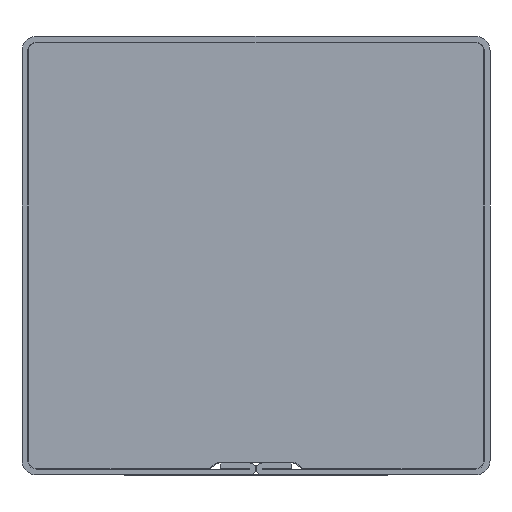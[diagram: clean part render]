
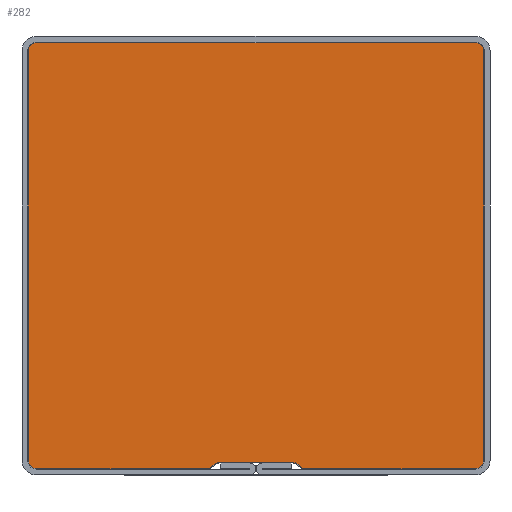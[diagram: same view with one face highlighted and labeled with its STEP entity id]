
A CAD part, front view. The second image highlights one B-rep face of the part: STEP entity #282.
In plain terms, the highlighted planar face has unit normal (0, -1, 0).
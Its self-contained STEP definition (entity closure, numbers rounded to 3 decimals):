
#282 = ADVANCED_FACE( '', ( #549 ), #550, .F. );
#549 = FACE_OUTER_BOUND( '', #829, .T. );
#550 = PLANE( '', #830 );
#829 = EDGE_LOOP( '', ( #1382, #1383, #1384, #1385, #1386, #1387, #1388, #1389, #1390, #1391, #1392, #1393, #1394, #1395, #1396, #1397 ) );
#830 = AXIS2_PLACEMENT_3D( '', #1398, #1399, #1400 );
#1382 = ORIENTED_EDGE( '', *, *, #2013, .F. );
#1383 = ORIENTED_EDGE( '', *, *, #2014, .F. );
#1384 = ORIENTED_EDGE( '', *, *, #2015, .F. );
#1385 = ORIENTED_EDGE( '', *, *, #1975, .F. );
#1386 = ORIENTED_EDGE( '', *, *, #1897, .F. );
#1387 = ORIENTED_EDGE( '', *, *, #2016, .F. );
#1388 = ORIENTED_EDGE( '', *, *, #1822, .F. );
#1389 = ORIENTED_EDGE( '', *, *, #2017, .F. );
#1390 = ORIENTED_EDGE( '', *, *, #1852, .F. );
#1391 = ORIENTED_EDGE( '', *, *, #1901, .F. );
#1392 = ORIENTED_EDGE( '', *, *, #1973, .F. );
#1393 = ORIENTED_EDGE( '', *, *, #2018, .F. );
#1394 = ORIENTED_EDGE( '', *, *, #1943, .F. );
#1395 = ORIENTED_EDGE( '', *, *, #2019, .F. );
#1396 = ORIENTED_EDGE( '', *, *, #2020, .F. );
#1397 = ORIENTED_EDGE( '', *, *, #2021, .F. );
#1398 = CARTESIAN_POINT( '', ( -7.5, -8., 7. ) );
#1399 = DIRECTION( '', ( 0., 1., 0. ) );
#1400 = DIRECTION( '', ( 0., 0., 1. ) );
#1822 = EDGE_CURVE( '', #2171, #2173, #2174, .T. );
#1852 = EDGE_CURVE( '', #2225, #2227, #2228, .T. );
#1897 = EDGE_CURVE( '', #2306, #2308, #2309, .T. );
#1901 = EDGE_CURVE( '', #2312, #2225, #2314, .T. );
#1943 = EDGE_CURVE( '', #2377, #2379, #2380, .T. );
#1973 = EDGE_CURVE( '', #2417, #2312, #2419, .T. );
#1975 = EDGE_CURVE( '', #2308, #2421, #2422, .T. );
#2013 = EDGE_CURVE( '', #2476, #2477, #2478, .T. );
#2014 = EDGE_CURVE( '', #2479, #2476, #2480, .T. );
#2015 = EDGE_CURVE( '', #2421, #2479, #2481, .T. );
#2016 = EDGE_CURVE( '', #2173, #2306, #2482, .T. );
#2017 = EDGE_CURVE( '', #2227, #2171, #2483, .T. );
#2018 = EDGE_CURVE( '', #2379, #2417, #2484, .T. );
#2019 = EDGE_CURVE( '', #2485, #2377, #2486, .T. );
#2020 = EDGE_CURVE( '', #2487, #2485, #2488, .T. );
#2021 = EDGE_CURVE( '', #2477, #2487, #2489, .T. );
#2171 = VERTEX_POINT( '', #2673 );
#2173 = VERTEX_POINT( '', #2676 );
#2174 = CIRCLE( '', #2677, 0.22 );
#2225 = VERTEX_POINT( '', #2741 );
#2227 = VERTEX_POINT( '', #2744 );
#2228 = CIRCLE( '', #2745, 0.22 );
#2306 = VERTEX_POINT( '', #2849 );
#2308 = VERTEX_POINT( '', #2852 );
#2309 = CIRCLE( '', #2853, 0.18 );
#2312 = VERTEX_POINT( '', #2857 );
#2314 = LINE( '', #2860, #2861 );
#2377 = VERTEX_POINT( '', #2949 );
#2379 = VERTEX_POINT( '', #2952 );
#2380 = CIRCLE( '', #2953, 0.28 );
#2417 = VERTEX_POINT( '', #3008 );
#2419 = CIRCLE( '', #3011, 0.18 );
#2421 = VERTEX_POINT( '', #3013 );
#2422 = LINE( '', #3014, #3015 );
#2476 = VERTEX_POINT( '', #3090 );
#2477 = VERTEX_POINT( '', #3091 );
#2478 = CIRCLE( '', #3092, 0.28 );
#2479 = VERTEX_POINT( '', #3093 );
#2480 = LINE( '', #3094, #3095 );
#2481 = CIRCLE( '', #3096, 0.28 );
#2482 = LINE( '', #3097, #3098 );
#2483 = LINE( '', #3099, #3100 );
#2484 = LINE( '', #3101, #3102 );
#2485 = VERTEX_POINT( '', #3103 );
#2486 = LINE( '', #3104, #3105 );
#2487 = VERTEX_POINT( '', #3106 );
#2488 = CIRCLE( '', #3107, 0.28 );
#2489 = LINE( '', #3108, #3109 );
#2673 = CARTESIAN_POINT( '', ( -1.258, -8., -7.07 ) );
#2676 = CARTESIAN_POINT( '', ( -1.397, -8., -7.119 ) );
#2677 = AXIS2_PLACEMENT_3D( '', #3306, #3307, #3308 );
#2741 = CARTESIAN_POINT( '', ( 1.4, -8., -7.12 ) );
#2744 = CARTESIAN_POINT( '', ( 1.26, -8., -7.07 ) );
#2745 = AXIS2_PLACEMENT_3D( '', #3356, #3357, #3358 );
#2849 = CARTESIAN_POINT( '', ( -1.545, -8., -7.24 ) );
#2852 = CARTESIAN_POINT( '', ( -1.658, -8., -7.28 ) );
#2853 = AXIS2_PLACEMENT_3D( '', #3422, #3423, #3424 );
#2857 = CARTESIAN_POINT( '', ( 1.544, -8., -7.239 ) );
#2860 = CARTESIAN_POINT( '', ( 1.544, -8., -7.239 ) );
#2861 = VECTOR( '', #3427, 1000. );
#2949 = CARTESIAN_POINT( '', ( 7.78, -8., -7. ) );
#2952 = CARTESIAN_POINT( '', ( 7.5, -8., -7.28 ) );
#2953 = AXIS2_PLACEMENT_3D( '', #3478, #3479, #3480 );
#3008 = CARTESIAN_POINT( '', ( 1.658, -8., -7.28 ) );
#3011 = AXIS2_PLACEMENT_3D( '', #3500, #3501, #3502 );
#3013 = CARTESIAN_POINT( '', ( -7.5, -8., -7.28 ) );
#3014 = CARTESIAN_POINT( '', ( -1.658, -8., -7.28 ) );
#3015 = VECTOR( '', #3503, 1000. );
#3090 = CARTESIAN_POINT( '', ( -7.78, -8., 7. ) );
#3091 = CARTESIAN_POINT( '', ( -7.5, -8., 7.28 ) );
#3092 = AXIS2_PLACEMENT_3D( '', #3537, #3538, #3539 );
#3093 = CARTESIAN_POINT( '', ( -7.78, -8., -7. ) );
#3094 = CARTESIAN_POINT( '', ( -7.78, -8., -7. ) );
#3095 = VECTOR( '', #3540, 1000. );
#3096 = AXIS2_PLACEMENT_3D( '', #3541, #3542, #3543 );
#3097 = CARTESIAN_POINT( '', ( -1.397, -8., -7.119 ) );
#3098 = VECTOR( '', #3544, 1000. );
#3099 = CARTESIAN_POINT( '', ( 1.26, -8., -7.07 ) );
#3100 = VECTOR( '', #3545, 1000. );
#3101 = CARTESIAN_POINT( '', ( 7.5, -8., -7.28 ) );
#3102 = VECTOR( '', #3546, 1000. );
#3103 = CARTESIAN_POINT( '', ( 7.78, -8., 7. ) );
#3104 = CARTESIAN_POINT( '', ( 7.78, -8., 7. ) );
#3105 = VECTOR( '', #3547, 1000. );
#3106 = CARTESIAN_POINT( '', ( 7.5, -8., 7.28 ) );
#3107 = AXIS2_PLACEMENT_3D( '', #3548, #3549, #3550 );
#3108 = CARTESIAN_POINT( '', ( -7.5, -8., 7.28 ) );
#3109 = VECTOR( '', #3551, 1000. );
#3306 = CARTESIAN_POINT( '', ( -1.258, -8., -7.29 ) );
#3307 = DIRECTION( '', ( 0., -1., 0. ) );
#3308 = DIRECTION( '', ( 1., 0., 0. ) );
#3356 = CARTESIAN_POINT( '', ( 1.26, -8., -7.29 ) );
#3357 = DIRECTION( '', ( 0., -1., 0. ) );
#3358 = DIRECTION( '', ( 1., 0., 0. ) );
#3422 = CARTESIAN_POINT( '', ( -1.658, -8., -7.1 ) );
#3423 = DIRECTION( '', ( 0., 1., 0. ) );
#3424 = DIRECTION( '', ( 1., 0., 0. ) );
#3427 = DIRECTION( '', ( -0.771, 0., 0.636 ) );
#3478 = CARTESIAN_POINT( '', ( 7.5, -8., -7. ) );
#3479 = DIRECTION( '', ( 0., 1., 0. ) );
#3480 = DIRECTION( '', ( 1., 0., 0. ) );
#3500 = CARTESIAN_POINT( '', ( 1.658, -8., -7.1 ) );
#3501 = DIRECTION( '', ( 0., 1., 0. ) );
#3502 = DIRECTION( '', ( 1., 0., 0. ) );
#3503 = DIRECTION( '', ( -1., 0., 0. ) );
#3537 = CARTESIAN_POINT( '', ( -7.5, -8., 7. ) );
#3538 = DIRECTION( '', ( 0., 1., 0. ) );
#3539 = DIRECTION( '', ( 1., 0., 0. ) );
#3540 = DIRECTION( '', ( 0., 0., 1. ) );
#3541 = CARTESIAN_POINT( '', ( -7.5, -8., -7. ) );
#3542 = DIRECTION( '', ( 0., 1., 0. ) );
#3543 = DIRECTION( '', ( 1., 0., 0. ) );
#3544 = DIRECTION( '', ( -0.775, 0., -0.632 ) );
#3545 = DIRECTION( '', ( -1., 0., 0. ) );
#3546 = DIRECTION( '', ( -1., 0., 0. ) );
#3547 = DIRECTION( '', ( 0., 0., -1. ) );
#3548 = CARTESIAN_POINT( '', ( 7.5, -8., 7. ) );
#3549 = DIRECTION( '', ( 0., 1., 0. ) );
#3550 = DIRECTION( '', ( -1., 0., 0. ) );
#3551 = DIRECTION( '', ( 1., 0., 0. ) );
